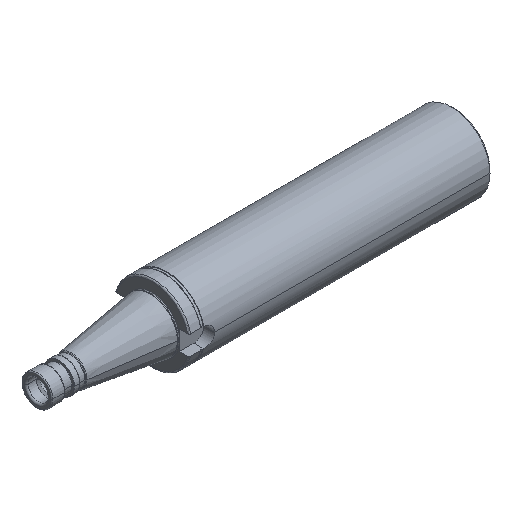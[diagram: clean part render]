
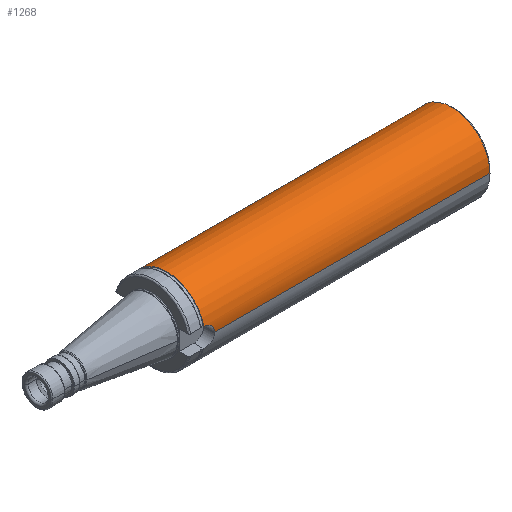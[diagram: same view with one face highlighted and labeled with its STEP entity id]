
A CAD part, isometric view. The second image highlights one B-rep face of the part: STEP entity #1268.
In plain terms, the highlighted cylindrical face has radius 31.5 mm (diameter 63 mm), a partial arc.
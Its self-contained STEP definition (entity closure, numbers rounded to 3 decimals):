
#1 = CARTESIAN_POINT ( 'NONE',  ( 109.541, -30.612, 7.426 ) ) ;
#5 = EDGE_LOOP ( 'NONE', ( #516, #1743, #88, #63, #9, #38 ) ) ;
#7 = CARTESIAN_POINT ( 'NONE',  ( 109.045, -30.575, 7.577 ) ) ;
#9 = ORIENTED_EDGE ( 'NONE', *, *, #1627, .T. ) ;
#11 = CARTESIAN_POINT ( 'NONE',  ( 108.795, -30.559, 7.64 ) ) ;
#15 = CARTESIAN_POINT ( 'NONE',  ( 108.037, -30.521, 7.793 ) ) ;
#20 = CARTESIAN_POINT ( 'NONE',  ( 107.523, -30.507, 7.847 ) ) ;
#24 = CARTESIAN_POINT ( 'NONE',  ( 107., -30.506, 7.85 ) ) ;
#38 = ORIENTED_EDGE ( 'NONE', *, *, #1410, .T. ) ;
#63 = ORIENTED_EDGE ( 'NONE', *, *, #801, .F. ) ;
#67 = CARTESIAN_POINT ( 'NONE',  ( 111.816, -30.878, 6.234 ) ) ;
#88 = ORIENTED_EDGE ( 'NONE', *, *, #175, .T. ) ;
#101 = CARTESIAN_POINT ( 'NONE',  ( 341.4, -31.5, 0. ) ) ;
#113 = CARTESIAN_POINT ( 'NONE',  ( 112.954, -31.072, 5.187 ) ) ;
#170 = B_SPLINE_CURVE_WITH_KNOTS ( 'NONE', 3,
 ( #24, #20, #15, #11, #7, #1, #2269, #2249, #2305, #67, #2294, #113, #2273, #2202, #2242, #2214, #2183, #2129, #2178, #2174, #2248, #2067 ),
 .UNSPECIFIED., .F., .F.,
 ( 4, 2, 2, 2, 2, 2, 2, 2, 2, 2, 4 ),
 ( 0., 0.002, 0.002, 0.003, 0.005, 0.006, 0.008, 0.009, 0.009, 0.011, 0.012 ),
 .UNSPECIFIED. ) ;
#175 = EDGE_CURVE ( 'NONE', #1120, #1152, #530, .T. ) ;
#259 = VECTOR ( 'NONE', #572, 1000. ) ;
#262 = LINE ( 'NONE', #576, #259 ) ;
#314 = B_SPLINE_CURVE_WITH_KNOTS ( 'NONE', 3,
 ( #527, #500, #481, #463, #461, #456, #454, #449, #443, #439, #430, #423, #420, #415, #414, #411, #410, #402, #396, #393, #385, #381 ),
 .UNSPECIFIED., .F., .F.,
 ( 4, 2, 2, 2, 2, 2, 2, 2, 2, 2, 4 ),
 ( 0., 0.002, 0.003, 0.005, 0.006, 0.006, 0.008, 0.009, 0.01, 0.011, 0.013 ),
 .UNSPECIFIED. ) ;
#378 = VECTOR ( 'NONE', #1234, 1000. ) ;
#381 = CARTESIAN_POINT ( 'NONE',  ( 107., 30.506, 7.85 ) ) ;
#385 = CARTESIAN_POINT ( 'NONE',  ( 107.523, 30.507, 7.847 ) ) ;
#393 = CARTESIAN_POINT ( 'NONE',  ( 108.04, 30.521, 7.793 ) ) ;
#395 = LINE ( 'NONE', #1223, #378 ) ;
#396 = CARTESIAN_POINT ( 'NONE',  ( 108.805, 30.56, 7.638 ) ) ;
#402 = CARTESIAN_POINT ( 'NONE',  ( 109.059, 30.576, 7.573 ) ) ;
#410 = CARTESIAN_POINT ( 'NONE',  ( 109.554, 30.613, 7.422 ) ) ;
#411 = CARTESIAN_POINT ( 'NONE',  ( 109.796, 30.634, 7.335 ) ) ;
#414 = CARTESIAN_POINT ( 'NONE',  ( 110.507, 30.704, 7.04 ) ) ;
#415 = CARTESIAN_POINT ( 'NONE',  ( 110.962, 30.759, 6.798 ) ) ;
#420 = CARTESIAN_POINT ( 'NONE',  ( 111.828, 30.88, 6.225 ) ) ;
#423 = CARTESIAN_POINT ( 'NONE',  ( 112.226, 30.944, 5.902 ) ) ;
#430 = CARTESIAN_POINT ( 'NONE',  ( 112.774, 31.041, 5.364 ) ) ;
#439 = CARTESIAN_POINT ( 'NONE',  ( 112.948, 31.073, 5.175 ) ) ;
#443 = CARTESIAN_POINT ( 'NONE',  ( 113.28, 31.136, 4.78 ) ) ;
#449 = CARTESIAN_POINT ( 'NONE',  ( 113.438, 31.167, 4.572 ) ) ;
#454 = CARTESIAN_POINT ( 'NONE',  ( 113.876, 31.256, 3.935 ) ) ;
#456 = CARTESIAN_POINT ( 'NONE',  ( 114.125, 31.31, 3.486 ) ) ;
#459 = EDGE_CURVE ( 'NONE', #805, #1120, #395, .T. ) ;
#461 = CARTESIAN_POINT ( 'NONE',  ( 114.537, 31.401, 2.541 ) ) ;
#463 = CARTESIAN_POINT ( 'NONE',  ( 114.699, 31.438, 2.041 ) ) ;
#481 = CARTESIAN_POINT ( 'NONE',  ( 114.922, 31.487, 1.033 ) ) ;
#500 = CARTESIAN_POINT ( 'NONE',  ( 114.985, 31.5, 0.521 ) ) ;
#516 = ORIENTED_EDGE ( 'NONE', *, *, #1121, .T. ) ;
#527 = CARTESIAN_POINT ( 'NONE',  ( 114.998, 31.5, 0. ) ) ;
#530 = CIRCLE ( 'NONE', #1374, 31.5 ) ;
#572 = DIRECTION ( 'NONE',  ( 1., 0., 0. ) ) ;
#576 = CARTESIAN_POINT ( 'NONE',  ( 343.4, 31.5, 0. ) ) ;
#587 = CARTESIAN_POINT ( 'NONE',  ( 114.998, -31.5, 0. ) ) ;
#744 = CARTESIAN_POINT ( 'NONE',  ( 107., -30.506, 7.85 ) ) ;
#801 = EDGE_CURVE ( 'NONE', #1529, #1152, #262, .T. ) ;
#805 = VERTEX_POINT ( 'NONE', #587 ) ;
#865 = CARTESIAN_POINT ( 'NONE',  ( 114.998, 31.5, 0. ) ) ;
#944 = AXIS2_PLACEMENT_3D ( 'NONE', #1217, #1211, #1204 ) ;
#1120 = VERTEX_POINT ( 'NONE', #101 ) ;
#1121 = EDGE_CURVE ( 'NONE', #1349, #805, #170, .T. ) ;
#1152 = VERTEX_POINT ( 'NONE', #1894 ) ;
#1159 = VERTEX_POINT ( 'NONE', #1734 ) ;
#1204 = DIRECTION ( 'NONE',  ( 0., 1., 0. ) ) ;
#1211 = DIRECTION ( 'NONE',  ( 1., 0., 0. ) ) ;
#1217 = CARTESIAN_POINT ( 'NONE',  ( 107., 0., 0. ) ) ;
#1223 = CARTESIAN_POINT ( 'NONE',  ( 343.4, -31.5, 0. ) ) ;
#1234 = DIRECTION ( 'NONE',  ( 1., 0., 0. ) ) ;
#1268 = ADVANCED_FACE ( 'NONE', ( #2151 ), #2134, .T. ) ;
#1349 = VERTEX_POINT ( 'NONE', #744 ) ;
#1374 = AXIS2_PLACEMENT_3D ( 'NONE', #2061, #2060, #2053 ) ;
#1410 = EDGE_CURVE ( 'NONE', #1159, #1349, #1921, .T. ) ;
#1529 = VERTEX_POINT ( 'NONE', #865 ) ;
#1627 = EDGE_CURVE ( 'NONE', #1529, #1159, #314, .T. ) ;
#1668 = CARTESIAN_POINT ( 'NONE',  ( 343.4, 0., 0. ) ) ;
#1719 = DIRECTION ( 'NONE',  ( 0., 1., 0. ) ) ;
#1730 = DIRECTION ( 'NONE',  ( 1., 0., 0. ) ) ;
#1734 = CARTESIAN_POINT ( 'NONE',  ( 107., 30.506, 7.85 ) ) ;
#1743 = ORIENTED_EDGE ( 'NONE', *, *, #459, .T. ) ;
#1894 = CARTESIAN_POINT ( 'NONE',  ( 341.4, 31.5, 0. ) ) ;
#1921 = CIRCLE ( 'NONE', #944, 31.5 ) ;
#1991 = AXIS2_PLACEMENT_3D ( 'NONE', #1668, #1730, #1719 ) ;
#2053 = DIRECTION ( 'NONE',  ( 0., 1., 0. ) ) ;
#2060 = DIRECTION ( 'NONE',  ( -1., 0., 0. ) ) ;
#2061 = CARTESIAN_POINT ( 'NONE',  ( 341.4, 0., 0. ) ) ;
#2067 = CARTESIAN_POINT ( 'NONE',  ( 114.998, -31.5, 0. ) ) ;
#2129 = CARTESIAN_POINT ( 'NONE',  ( 114.534, -31.4, 2.548 ) ) ;
#2134 = CYLINDRICAL_SURFACE ( 'NONE', #1991, 31.5 ) ;
#2151 = FACE_OUTER_BOUND ( 'NONE', #5, .T. ) ;
#2174 = CARTESIAN_POINT ( 'NONE',  ( 114.921, -31.487, 1.037 ) ) ;
#2178 = CARTESIAN_POINT ( 'NONE',  ( 114.695, -31.437, 2.057 ) ) ;
#2183 = CARTESIAN_POINT ( 'NONE',  ( 114.226, -31.332, 3.254 ) ) ;
#2202 = CARTESIAN_POINT ( 'NONE',  ( 113.724, -31.225, 4.157 ) ) ;
#2214 = CARTESIAN_POINT ( 'NONE',  ( 114.112, -31.308, 3.484 ) ) ;
#2242 = CARTESIAN_POINT ( 'NONE',  ( 113.862, -31.254, 3.935 ) ) ;
#2248 = CARTESIAN_POINT ( 'NONE',  ( 114.985, -31.5, 0.522 ) ) ;
#2249 = CARTESIAN_POINT ( 'NONE',  ( 110.504, -30.704, 7.041 ) ) ;
#2269 = CARTESIAN_POINT ( 'NONE',  ( 109.788, -30.634, 7.338 ) ) ;
#2273 = CARTESIAN_POINT ( 'NONE',  ( 113.284, -31.136, 4.795 ) ) ;
#2294 = CARTESIAN_POINT ( 'NONE',  ( 112.222, -30.944, 5.905 ) ) ;
#2305 = CARTESIAN_POINT ( 'NONE',  ( 110.957, -30.759, 6.801 ) ) ;
